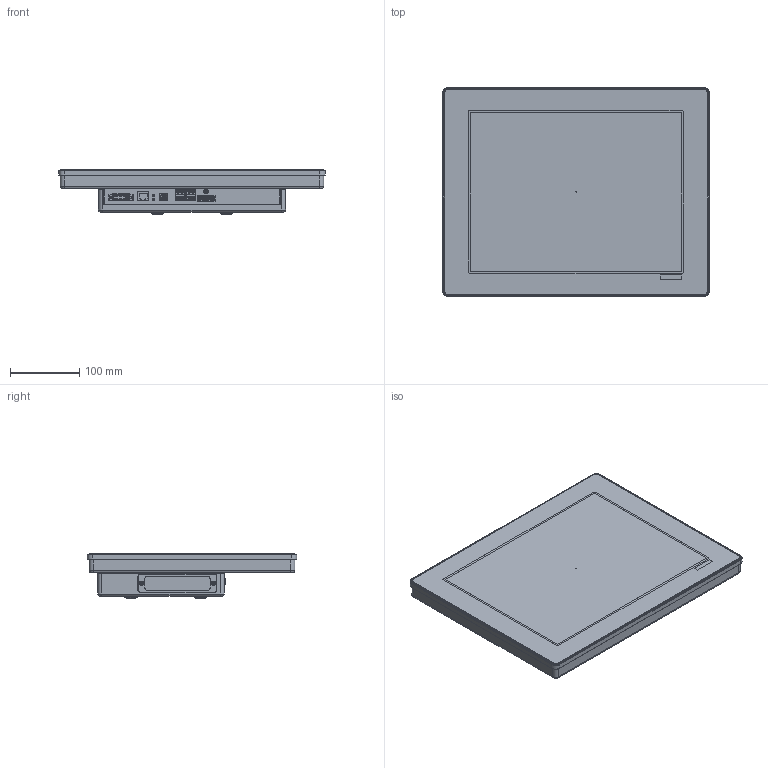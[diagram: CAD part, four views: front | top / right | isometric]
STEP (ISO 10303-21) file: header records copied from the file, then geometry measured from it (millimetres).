
FILE_DESCRIPTION((''),'2;1');
FILE_NAME('PROTOUCH Monitor - 15.0 Aufbau.stp','2015-09-16T16:33:51',('PC107_User'),(''),'Autodesk Inventor 2013','Autodesk Inventor 2013','');
FILE_SCHEMA(('AUTOMOTIVE_DESIGN { 1 0 10303 214 1 1 1 1 }'));
Length unit declared in the file: millimetre
Products named in the file (1): PROTOUCH Monitor - 15.0 Aufbau
Bounding box: 385 x 302 x 65.02 mm (x, y, z)
Volume: 1025242 mm3; surface area: 752487.4 mm2
Topology: 6 solids, 37 shells, 3021 faces, 7795 edges, 5021 vertices
Faces by surface type: plane 2081, cylinder 649, cone 142, torus 133, bspline 12, revolution 2, sphere 2
Full cylindrical faces by diameter (mm): 0.1 x1, 1.02 x4, 1.8 x2, 2.156 x2, 2.283 x2, 2.459 x25, 2.5 x2, 2.7 x2, 2.845 x4, 3 x34, 3.1 x2, 3.242 x4, 3.3 x2, 3.4 x16, 4.2 x3, 4.25 x3, 5.3 x14, 5.8 x8, 6 x2, 6.05 x4, 6.3 x7, 6.31 x4
Entity records: 91317 total; most frequent: CARTESIAN_POINT 16881, DIRECTION 14795, ORIENTED_EDGE 14778, EDGE_CURVE 7389, VECTOR 5607, LINE 5607, VERTEX_POINT 4907, AXIS2_PLACEMENT_3D 4593
